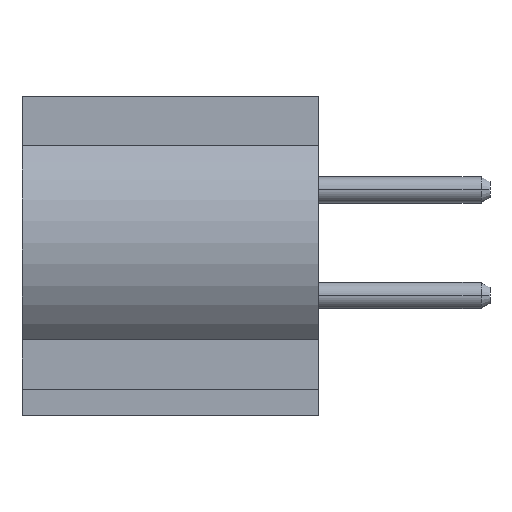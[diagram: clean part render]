
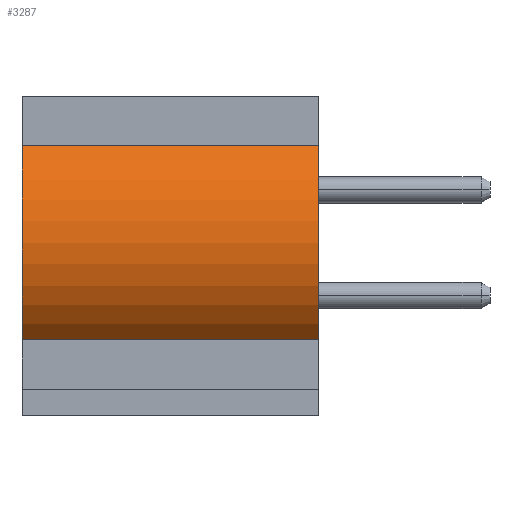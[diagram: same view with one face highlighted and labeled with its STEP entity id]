
A CAD part, left-side view. The second image highlights one B-rep face of the part: STEP entity #3287.
In plain terms, the highlighted cylindrical face has radius 2.5 mm (diameter 5 mm), a partial arc.
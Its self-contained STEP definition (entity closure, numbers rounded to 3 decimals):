
#71=CARTESIAN_POINT('',(-4.5,3.4,0.));
#72=DIRECTION('',(0.,-1.,0.));
#73=DIRECTION('',(-0.68,0.,0.733));
#74=AXIS2_PLACEMENT_3D('',#71,#72,#73);
#550=CARTESIAN_POINT('',(-4.5,-2.2,0.));
#551=DIRECTION('',(0.,-1.,0.));
#552=DIRECTION('',(-0.68,0.,0.733));
#553=AXIS2_PLACEMENT_3D('',#550,#551,#552);
#1625=DIRECTION('',(0.,-1.,0.));
#1626=VECTOR('',#1625,5.6);
#1627=CARTESIAN_POINT('',(-6.2,3.4,1.833));
#1628=LINE('',#1627,#1626);
#1632=DIRECTION('',(0.,-1.,0.));
#1633=VECTOR('',#1632,5.6);
#1634=CARTESIAN_POINT('',(-6.2,3.4,-1.833));
#1635=LINE('',#1634,#1633);
#1825=CARTESIAN_POINT('',(-6.2,3.4,1.833));
#1827=VERTEX_POINT('',#1825);
#1828=CARTESIAN_POINT('',(-6.2,3.4,-1.833));
#1829=VERTEX_POINT('',#1828);
#1834=CARTESIAN_POINT('',(-6.2,-2.2,1.833));
#1835=VERTEX_POINT('',#1834);
#1836=CARTESIAN_POINT('',(-6.2,-2.2,-1.833));
#1837=VERTEX_POINT('',#1836);
#3275=CARTESIAN_POINT('',(-4.5,3.4,0.));
#3276=DIRECTION('',(0.,-1.,0.));
#3277=DIRECTION('',(-1.,0.,0.));
#3278=AXIS2_PLACEMENT_3D('',#3275,#3276,#3277);
#3279=CYLINDRICAL_SURFACE('',#3278,2.5);
#3280=ORIENTED_EDGE('',*,*,#1951,.F.);
#3281=ORIENTED_EDGE('',*,*,#3270,.T.);
#3282=ORIENTED_EDGE('',*,*,#2271,.T.);
#3284=ORIENTED_EDGE('',*,*,#3283,.F.);
#3285=EDGE_LOOP('',(#3280,#3281,#3282,#3284));
#3286=FACE_OUTER_BOUND('',#3285,.F.);
#75=CIRCLE('',#74,2.5);
#554=CIRCLE('',#553,2.5);
#1951=EDGE_CURVE('',#1827,#1829,#75,.T.);
#2271=EDGE_CURVE('',#1835,#1837,#554,.T.);
#3270=EDGE_CURVE('',#1827,#1835,#1628,.T.);
#3283=EDGE_CURVE('',#1829,#1837,#1635,.T.);
#3287=ADVANCED_FACE('',(#3286),#3279,.T.);
